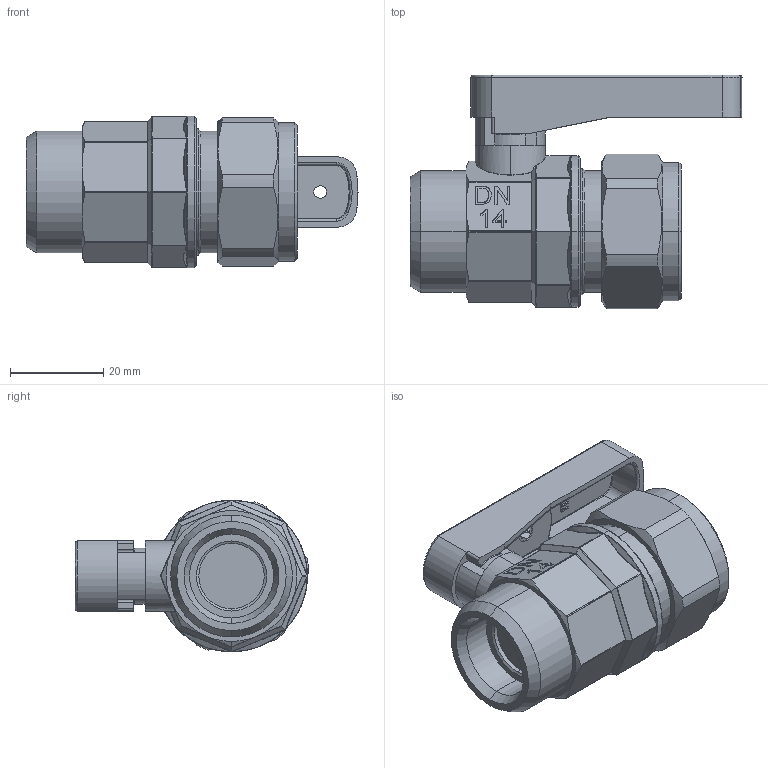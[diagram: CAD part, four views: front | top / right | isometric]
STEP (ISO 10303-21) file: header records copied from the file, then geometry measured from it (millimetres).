
FILE_DESCRIPTION (( 'STEP AP214' ), '1' );
FILE_NAME ('0644000197A.STEP', '2012-11-15T17:32:42', ( '' ), ( '' ), 'SwSTEP 2.0', 'SolidWorks 2012', '' );
FILE_SCHEMA (( 'AUTOMOTIVE_DESIGN' ));
Length unit declared in the file: millimetre
Products named in the file (1): 0644000197A
Bounding box: 71.1 x 50.07 x 32.5 mm (x, y, z)
Surface area: 13252.8 mm2 (no closed solid volume)
Topology: 0 solids, 3 shells, 930 faces, 2421 edges, 1534 vertices
Faces by surface type: plane 427, bspline 268, cylinder 172, cone 63
Entity records: 44443 total; most frequent: CARTESIAN_POINT 17537, ORIENTED_EDGE 4802, DIRECTION 3383, EDGE_CURVE 2401, VERTEX_POINT 1534, LINE 1369, VECTOR 1369, AXIS2_PLACEMENT_3D 1007
